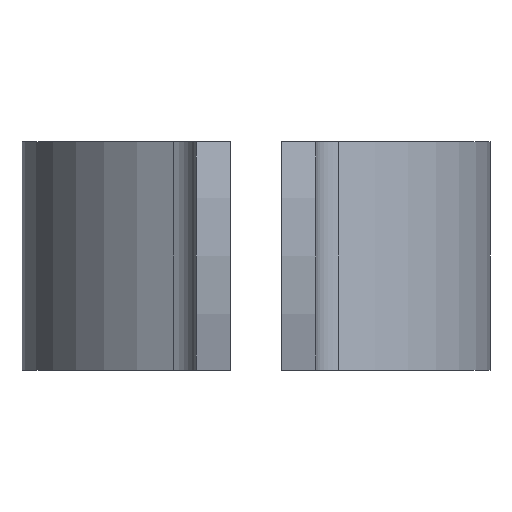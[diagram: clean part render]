
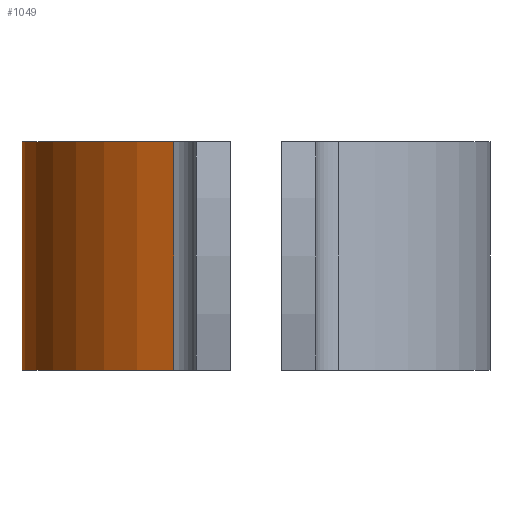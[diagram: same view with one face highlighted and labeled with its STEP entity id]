
A CAD part, left-side view. The second image highlights one B-rep face of the part: STEP entity #1049.
In plain terms, the highlighted cylindrical face has radius 41 mm (diameter 82 mm), a partial arc.
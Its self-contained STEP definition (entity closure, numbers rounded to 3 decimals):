
#23 = CARTESIAN_POINT ( 'NONE',  ( 0., 0., 0. ) ) ;
#52 = DIRECTION ( 'NONE',  ( -1., 0., 0. ) ) ;
#56 = VERTEX_POINT ( 'NONE', #520 ) ;
#89 = AXIS2_PLACEMENT_3D ( 'NONE', #23, #792, #52 ) ;
#91 = ORIENTED_EDGE ( 'NONE', *, *, #692, .F. ) ;
#140 = CARTESIAN_POINT ( 'NONE',  ( 38.39, 14.394, 0. ) ) ;
#180 = VERTEX_POINT ( 'NONE', #140 ) ;
#234 = CARTESIAN_POINT ( 'NONE',  ( 38.39, 14.394, -40. ) ) ;
#319 = ORIENTED_EDGE ( 'NONE', *, *, #837, .T. ) ;
#373 = CIRCLE ( 'NONE', #89, 41. ) ;
#385 = EDGE_CURVE ( 'NONE', #180, #444, #373, .T. ) ;
#419 = EDGE_LOOP ( 'NONE', ( #554, #91, #1212, #319 ) ) ;
#420 = LINE ( 'NONE', #432, #1186 ) ;
#432 = CARTESIAN_POINT ( 'NONE',  ( -38.39, 14.394, -40. ) ) ;
#444 = VERTEX_POINT ( 'NONE', #1141 ) ;
#453 = DIRECTION ( 'NONE',  ( 0., 0., 1. ) ) ;
#520 = CARTESIAN_POINT ( 'NONE',  ( 38.39, 14.394, -40. ) ) ;
#539 = CARTESIAN_POINT ( 'NONE',  ( 0., 0., -40. ) ) ;
#546 = FACE_OUTER_BOUND ( 'NONE', #419, .T. ) ;
#552 = DIRECTION ( 'NONE',  ( 0., 0., 1. ) ) ;
#554 = ORIENTED_EDGE ( 'NONE', *, *, #385, .F. ) ;
#620 = DIRECTION ( 'NONE',  ( -1., 0., 0. ) ) ;
#626 = VERTEX_POINT ( 'NONE', #645 ) ;
#627 = AXIS2_PLACEMENT_3D ( 'NONE', #539, #453, #620 ) ;
#645 = CARTESIAN_POINT ( 'NONE',  ( -38.39, 14.394, -40. ) ) ;
#692 = EDGE_CURVE ( 'NONE', #56, #180, #1122, .T. ) ;
#792 = DIRECTION ( 'NONE',  ( 0., 0., 1. ) ) ;
#837 = EDGE_CURVE ( 'NONE', #626, #444, #420, .T. ) ;
#902 = CARTESIAN_POINT ( 'NONE',  ( 0., 0., -40. ) ) ;
#911 = DIRECTION ( 'NONE',  ( 0., 0., 1. ) ) ;
#921 = CYLINDRICAL_SURFACE ( 'NONE', #947, 41. ) ;
#947 = AXIS2_PLACEMENT_3D ( 'NONE', #902, #1016, #1218 ) ;
#1016 = DIRECTION ( 'NONE',  ( 0., 0., 1. ) ) ;
#1044 = VECTOR ( 'NONE', #552, 1000. ) ;
#1049 = ADVANCED_FACE ( 'NONE', ( #546 ), #921, .T. ) ;
#1096 = CIRCLE ( 'NONE', #627, 41. ) ;
#1122 = LINE ( 'NONE', #234, #1044 ) ;
#1141 = CARTESIAN_POINT ( 'NONE',  ( -38.39, 14.394, 0. ) ) ;
#1164 = EDGE_CURVE ( 'NONE', #56, #626, #1096, .T. ) ;
#1186 = VECTOR ( 'NONE', #911, 1000. ) ;
#1212 = ORIENTED_EDGE ( 'NONE', *, *, #1164, .T. ) ;
#1218 = DIRECTION ( 'NONE',  ( 1., 0., 0. ) ) ;
